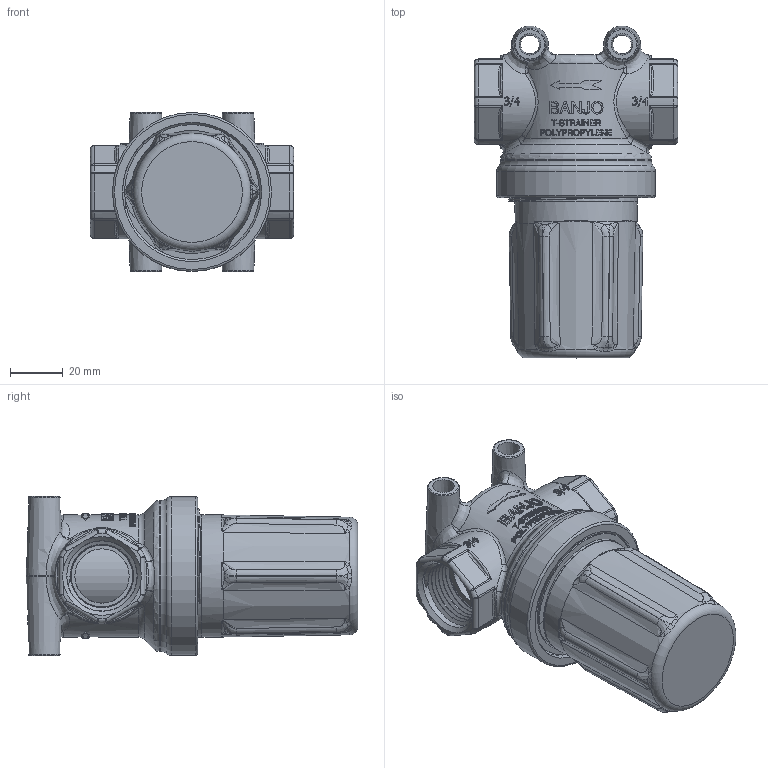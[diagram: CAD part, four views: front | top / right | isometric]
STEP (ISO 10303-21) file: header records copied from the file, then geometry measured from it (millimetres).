
FILE_DESCRIPTION(/* description */ ('3/4" MINI T-STRAINER - 50 MESH'),/* implementation_level */ '2;1');
FILE_NAME(/* name */ 'LSTM075-50.stp',/* time_stamp */ '2020-07-28T10:53:53-04:00',/* author */ ('mclevenger'),/* organization */ (''),/* preprocessor_version */ 'ST-DEVELOPER v17.2',/* originating_system */ 'Autodesk Inventor 2019',/* authorisation */ '');
FILE_SCHEMA (('AUTOMOTIVE_DESIGN { 1 0 10303 214 3 1 1 }'));
Products named in the file (5): LSTM075-50; LSTM075H; LSTM050G; LST550; LSTM050B
Assembly tree (4 placements, depth 2):
  LSTM075-50
    LSTM075H
    LSTM050G
    LST550
    LSTM050B
Bounding box: 76.96 x 125.65 x 60.2 mm (x, y, z)
Volume: 127096.2 mm3; surface area: 80473.2 mm2
Topology: 4 solids, 4 shells, 1403 faces, 3719 edges, 2371 vertices
Faces by surface type: plane 580, bspline 518, cylinder 184, torus 49, cone 45, sphere 27
Full cylindrical faces by diameter (mm): 20.32 x1, 20.574 x2, 23.812 x1, 27.965 x1, 30.734 x1, 39.624 x1, 39.7 x1, 46.228 x1, 46.558 x3, 47.244 x1, 47.269 x1, 48.044 x2, 51.057 x2, 52.654 x3, 57.15 x1, 60.198 x1
Entity records: 86262 total; most frequent: CARTESIAN_POINT 54443, ORIENTED_EDGE 7354, DIRECTION 5332, EDGE_CURVE 3677, VERTEX_POINT 2371, AXIS2_PLACEMENT_3D 1969, EDGE_LOOP 1504, FACE_OUTER_BOUND 1403
